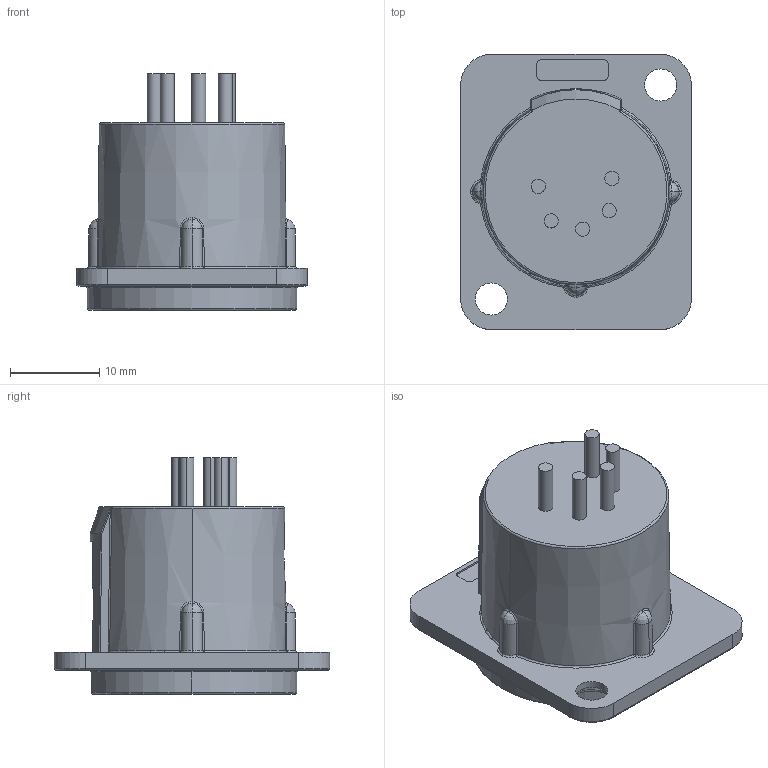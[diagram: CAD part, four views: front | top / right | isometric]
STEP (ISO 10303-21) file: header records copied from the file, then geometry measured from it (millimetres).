
FILE_DESCRIPTION(('FreeCAD Model'),'2;1');
FILE_NAME('IO-XLR5-M-JL.stp', '2024-02-27T15:17:21',('Author'),(''), 'Open CASCADE STEP processor 7.3','FreeCAD','Unknown');
FILE_SCHEMA(('AUTOMOTIVE_DESIGN { 1 0 10303 214 1 1 1 1 }'));
Length unit declared in the file: millimetre
Products named in the file (3): IO-XLR5-M-JL; IO-XLR5-M-JL_Connector
Assembly tree (1 placements, depth 2):
  IO-XLR5-M-JL
    IO-XLR5-M-JL_Connector
  IO-XLR5-M-JL_Connector
Bounding box: 25.9 x 30.9 x 26.5 mm (x, y, z)
Surface area: 8665.4 mm2 (no closed solid volume)
Topology: 0 solids, 8 shells, 468 faces, 1150 edges, 686 vertices
Faces by surface type: bspline 130, plane 108, cylinder 98, torus 50, cone 46, sphere 36
Entity records: 51345 total; most frequent: CARTESIAN_POINT 31076, DIRECTION 3152, ORIENTED_EDGE 2228, PCURVE 2228, DEFINITIONAL_REPRESENTATION 2228, LINE 1432, VECTOR 1432, B_SPLINE_CURVE_WITH_KNOTS 1174
